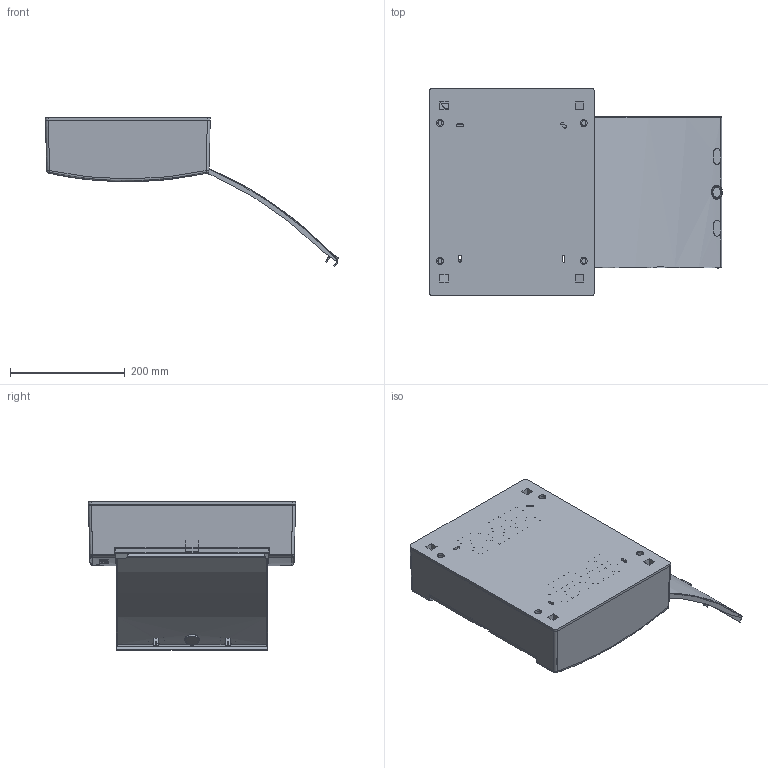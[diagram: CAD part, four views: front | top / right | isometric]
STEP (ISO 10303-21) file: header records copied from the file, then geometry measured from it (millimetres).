
FILE_DESCRIPTION(/* description */ ('Unknown'),/* implementation_level */ '2;1');
FILE_NAME(/* name */ 'ECT_24_PO_Media',/* time_stamp */ '2020-05-22T12:36:25+02:00',/* author */ ('Unknown'),/* organization */ ('Unknown'),/* preprocessor_version */ 'ST-DEVELOPER v16.7',/* originating_system */ 'DEX',/* authorisation */ $);
FILE_SCHEMA (('AP203_CONFIGURATION_CONTROLLED_3D_DESIGN_OF_MECHANICAL_PARTS_AND_ASSEMBLIES_MIM_LF { 1 0 10303 203 3 1 4 }','AUTOMOTIVE_DESIGN {1 0 10303 214 3 1 1}'));
Products named in the file (15): ECT_24_PO_Media; Bottom; Front_ECT_24; Pin; Door_24; Screw_M4x8; ETI LOGO; Plyta PM2x12RJ; Gniazdko; Gniazdko part A; AS-C 4x10; AW-R 4; AN-H 4; Gniazdko part B; AS-C 4x16
Assembly tree (23 placements, depth 3):
  ECT_24_PO_Media
    Bottom
    Front_ECT_24
    Pin  x4
    Door_24
    Screw_M4x8  x4
    ETI LOGO
    Plyta PM2x12RJ
    Gniazdko
      Gniazdko part A
      AS-C 4x10  x2
      AW-R 4  x2
      AN-H 4  x2
      Gniazdko part B
      AS-C 4x16
Bounding box: 510.19 x 360.5 x 258.92 mm (x, y, z)
Volume: 1173039.5 mm3; surface area: 1009719.8 mm2
Topology: 24 solids, 32 shells, 2225 faces, 6176 edges, 4074 vertices
Faces by surface type: plane 1338, cylinder 785, cone 65, torus 19, bspline 10, sphere 8
Full cylindrical faces by diameter (mm): 2.5 x5, 2.8 x2, 3 x6, 3.242 x2, 3.8 x2, 4 x353, 4.3 x2, 4.7 x1, 4.75 x1, 5 x32, 5.5 x3, 5.6 x1, 6 x2, 8 x6, 9.5 x4, 10 x6, 11 x4, 12 x4, 12.2 x4, 12.5 x4, 15 x4, 15.5 x4, 16.5 x1, 17.23 x1, 18 x17, 21.57 x1, 22 x4, 25 x4, 38 x1
Entity records: 70123 total; most frequent: CARTESIAN_POINT 11961, DIRECTION 10382, ORIENTED_EDGE 10008, EDGE_CURVE 5004, VERTEX_POINT 3598, FACE_BOUND 3564, EDGE_LOOP 3563, AXIS2_PLACEMENT_3D 3551
